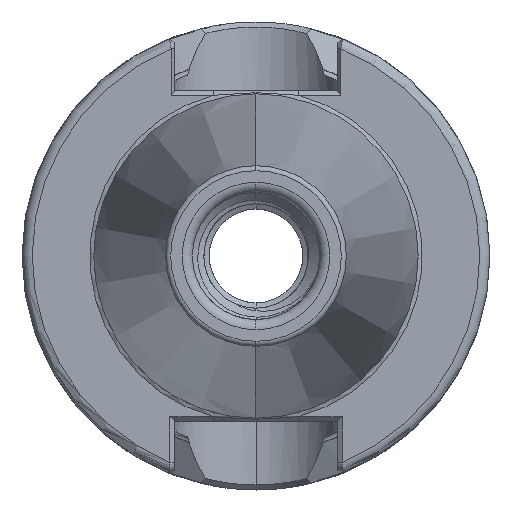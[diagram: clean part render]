
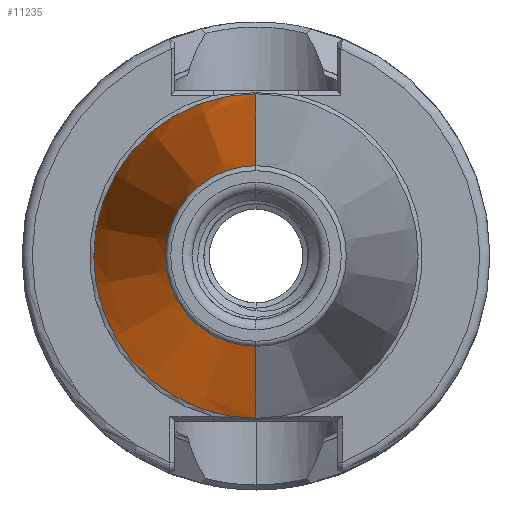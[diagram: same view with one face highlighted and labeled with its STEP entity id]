
A CAD part, left-side view. The second image highlights one B-rep face of the part: STEP entity #11235.
In plain terms, the highlighted conical face has half-angle 8.297 degrees and reference radius 15.948 mm.
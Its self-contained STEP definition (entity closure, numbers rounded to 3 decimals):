
#830 = ORIENTED_EDGE ( 'NONE', *, *, #2715, .T. ) ;
#888 = ORIENTED_EDGE ( 'NONE', *, *, #2729, .F. ) ;
#905 = ORIENTED_EDGE ( 'NONE', *, *, #2737, .F. ) ;
#926 = ORIENTED_EDGE ( 'NONE', *, *, #2700, .T. ) ;
#1421 = AXIS2_PLACEMENT_3D ( 'NONE', #6075, #6083, #6084 ) ;
#2700 = EDGE_CURVE ( 'NONE', #4634, #4623, #13196, .T. ) ;
#2715 = EDGE_CURVE ( 'NONE', #4517, #4634, #13191, .T. ) ;
#2729 = EDGE_CURVE ( 'NONE', #4514, #4623, #13217, .T. ) ;
#2737 = EDGE_CURVE ( 'NONE', #4517, #4514, #13238, .T. ) ;
#3272 = AXIS2_PLACEMENT_3D ( 'NONE', #8139, #8165, #8144 ) ;
#3275 = AXIS2_PLACEMENT_3D ( 'NONE', #8079, #8060, #8051 ) ;
#4015 = CARTESIAN_POINT ( 'NONE',  ( -49.972, 0., -8.879 ) ) ;
#4047 = CARTESIAN_POINT ( 'NONE',  ( -1.5, 0., -15.948 ) ) ;
#4135 = CARTESIAN_POINT ( 'NONE',  ( -1.5, 0., 15.948 ) ) ;
#4136 = CARTESIAN_POINT ( 'NONE',  ( -49.972, 0., 8.879 ) ) ;
#4514 = VERTEX_POINT ( 'NONE', #4047 ) ;
#4517 = VERTEX_POINT ( 'NONE', #4015 ) ;
#4623 = VERTEX_POINT ( 'NONE', #4135 ) ;
#4634 = VERTEX_POINT ( 'NONE', #4136 ) ;
#4917 = EDGE_LOOP ( 'NONE', ( #830, #926, #888, #905 ) ) ;
#6075 = CARTESIAN_POINT ( 'NONE',  ( -1.5, 0., 0. ) ) ;
#6083 = DIRECTION ( 'NONE',  ( 1., 0., 0. ) ) ;
#6084 = DIRECTION ( 'NONE',  ( 0., 0., -1. ) ) ;
#7478 = CONICAL_SURFACE ( 'NONE', #1421, 15.948, 0.145 ) ;
#7483 = FACE_OUTER_BOUND ( 'NONE', #4917, .T. ) ;
#7902 = CARTESIAN_POINT ( 'NONE',  ( -1.5, 0., 15.948 ) ) ;
#7918 = DIRECTION ( 'NONE',  ( 0.99, 0., 0.144 ) ) ;
#8051 = DIRECTION ( 'NONE',  ( 0., 0., -1. ) ) ;
#8060 = DIRECTION ( 'NONE',  ( 1., 0., 0. ) ) ;
#8079 = CARTESIAN_POINT ( 'NONE',  ( -49.972, 0., 0. ) ) ;
#8132 = CARTESIAN_POINT ( 'NONE',  ( -1.5, 0., -15.948 ) ) ;
#8133 = DIRECTION ( 'NONE',  ( 0.99, 0., -0.144 ) ) ;
#8139 = CARTESIAN_POINT ( 'NONE',  ( -1.5, 0., 0. ) ) ;
#8144 = DIRECTION ( 'NONE',  ( 0., 0., -1. ) ) ;
#8165 = DIRECTION ( 'NONE',  ( 1., 0., 0. ) ) ;
#11235 = ADVANCED_FACE ( 'NONE', ( #7483 ), #7478, .T. ) ;
#13191 = CIRCLE ( 'NONE', #3275, 8.879 ) ;
#13196 = LINE ( 'NONE', #7902, #13210 ) ;
#13210 = VECTOR ( 'NONE', #7918, 1000. ) ;
#13216 = VECTOR ( 'NONE', #8133, 1000. ) ;
#13217 = CIRCLE ( 'NONE', #3272, 15.948 ) ;
#13238 = LINE ( 'NONE', #8132, #13216 ) ;
